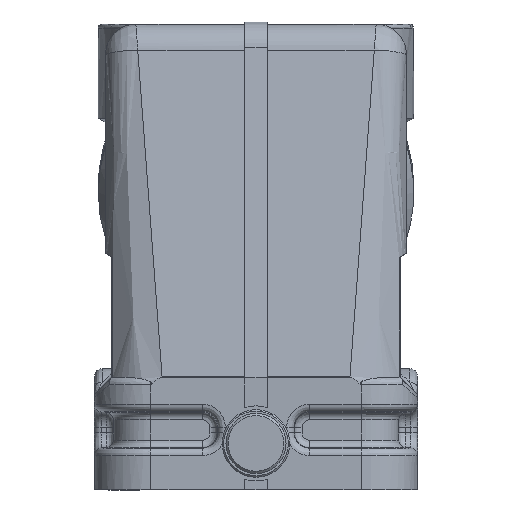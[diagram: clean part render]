
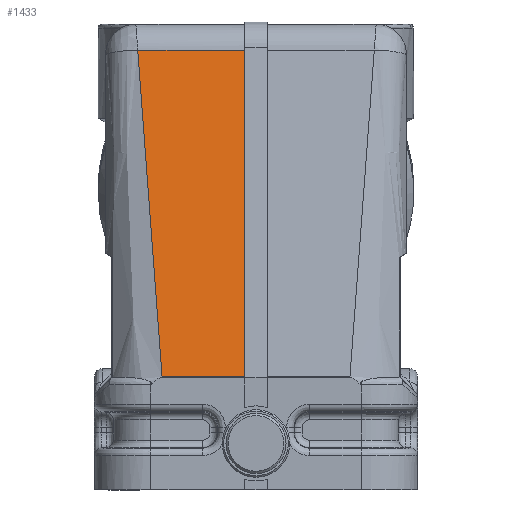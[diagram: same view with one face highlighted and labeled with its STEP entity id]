
A CAD part, left-side view. The second image highlights one B-rep face of the part: STEP entity #1433.
In plain terms, the highlighted planar face has unit normal (-0.99, 0, 0.139).
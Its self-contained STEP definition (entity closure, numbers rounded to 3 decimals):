
#724=FACE_OUTER_BOUND('',#2633,.T.);
#1433=ADVANCED_FACE('',(#724),#2181,.T.);
#2181=PLANE('',#12738);
#2633=EDGE_LOOP('',(#5961,#5962,#5963,#5964));
#3993=LINE('',#17058,#4908);
#4029=LINE('',#17153,#4944);
#4040=LINE('',#17224,#4955);
#4041=LINE('',#17226,#4956);
#4908=VECTOR('',#13842,1.);
#4944=VECTOR('',#13924,1.);
#4955=VECTOR('',#13957,1.);
#4956=VECTOR('',#13958,1.);
#5961=ORIENTED_EDGE('',*,*,#10739,.T.);
#5962=ORIENTED_EDGE('',*,*,#10668,.T.);
#5963=ORIENTED_EDGE('',*,*,#10717,.T.);
#5964=ORIENTED_EDGE('',*,*,#10740,.T.);
#9507=VERTEX_POINT('',#17057);
#9508=VERTEX_POINT('',#17059);
#9544=VERTEX_POINT('',#17154);
#9561=VERTEX_POINT('',#17225);
#10668=EDGE_CURVE('',#9508,#9507,#3993,.T.);
#10717=EDGE_CURVE('',#9507,#9544,#4029,.T.);
#10739=EDGE_CURVE('',#9561,#9508,#4040,.T.);
#10740=EDGE_CURVE('',#9544,#9561,#4041,.T.);
#12738=AXIS2_PLACEMENT_3D('',#17227,#13959,#13960);
#13842=DIRECTION('',(0.139,0.,0.99));
#13924=DIRECTION('',(0.,1.,0.));
#13957=DIRECTION('',(0.,-1.,0.));
#13958=DIRECTION('',(-0.139,-0.074,-0.988));
#13959=DIRECTION('',(-0.99,0.,0.139));
#13960=DIRECTION('',(-0.139,0.,-0.99));
#17057=CARTESIAN_POINT('',(-53.879,1.5,58.557));
#17058=CARTESIAN_POINT('',(-53.05,1.5,64.449));
#17059=CARTESIAN_POINT('',(-59.99,1.5,15.069));
#17153=CARTESIAN_POINT('',(-53.879,-15.744,58.557));
#17154=CARTESIAN_POINT('',(-53.879,15.744,58.557));
#17224=CARTESIAN_POINT('',(-59.99,12.505,15.069));
#17225=CARTESIAN_POINT('',(-59.99,12.505,15.069));
#17226=CARTESIAN_POINT('',(-53.879,15.744,58.557));
#17227=CARTESIAN_POINT('',(-53.05,16.744,64.449));
